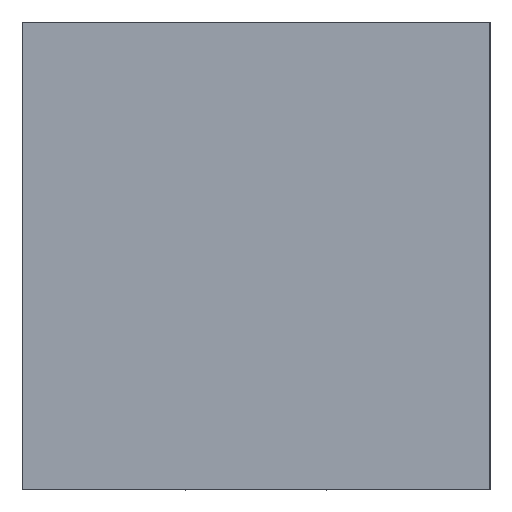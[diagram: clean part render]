
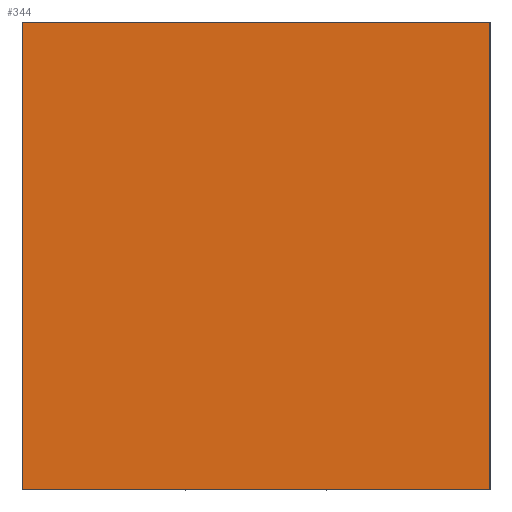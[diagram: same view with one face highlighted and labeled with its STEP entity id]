
A CAD part, left-side view. The second image highlights one B-rep face of the part: STEP entity #344.
In plain terms, the highlighted planar face has unit normal (-1, 0, 0).
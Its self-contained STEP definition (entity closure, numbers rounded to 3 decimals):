
#133=VERTEX_POINT('',#466);
#134=VERTEX_POINT('',#468);
#136=VERTEX_POINT('',#472);
#145=VERTEX_POINT('',#500);
#155=VECTOR('',#399,1.);
#158=VECTOR('',#402,1.);
#162=VECTOR('',#432,1.);
#163=VECTOR('',#434,1.);
#173=LINE('',#467,#155);
#176=LINE('',#473,#158);
#180=LINE('',#501,#162);
#181=LINE('',#503,#163);
#197=EDGE_CURVE('',#133,#134,#173,.T.);
#201=EDGE_CURVE('',#136,#133,#176,.T.);
#212=EDGE_CURVE('',#136,#145,#180,.T.);
#213=EDGE_CURVE('',#145,#134,#181,.T.);
#268=ORIENTED_EDGE('',*,*,#213,.T.);
#269=ORIENTED_EDGE('',*,*,#197,.F.);
#270=ORIENTED_EDGE('',*,*,#201,.F.);
#271=ORIENTED_EDGE('',*,*,#212,.T.);
#300=EDGE_LOOP('',(#268,#269,#270,#271));
#326=FACE_BOUND('',#300,.T.);
#344=ADVANCED_FACE('',(#326),#512,.T.);
#371=AXIS2_PLACEMENT_3D('',#502,#433,$);
#399=DIRECTION('',(0.,0.,1.));
#402=DIRECTION('',(0.,1.,0.));
#432=DIRECTION('',(0.,0.,1.));
#433=DIRECTION('',(-1.,0.,0.));
#434=DIRECTION('',(0.,1.,0.));
#466=CARTESIAN_POINT('',(0.,20.,0.));
#467=CARTESIAN_POINT('',(0.,20.,0.));
#468=CARTESIAN_POINT('',(0.,20.,20.));
#472=CARTESIAN_POINT('',(0.,0.,0.));
#473=CARTESIAN_POINT('',(0.,0.,0.));
#500=CARTESIAN_POINT('',(0.,0.,20.));
#501=CARTESIAN_POINT('',(0.,0.,0.));
#502=CARTESIAN_POINT('',(0.,10.,0.));
#503=CARTESIAN_POINT('',(0.,0.,20.));
#512=PLANE('',#371);
